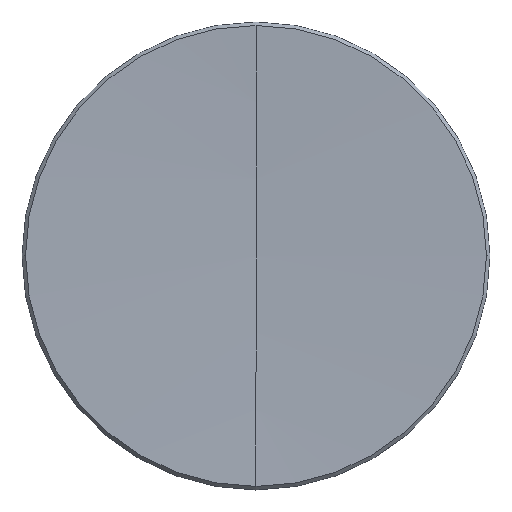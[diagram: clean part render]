
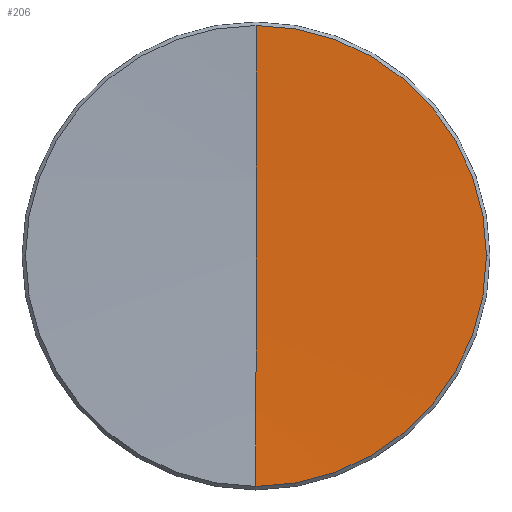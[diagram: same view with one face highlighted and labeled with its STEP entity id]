
A CAD part, top view. The second image highlights one B-rep face of the part: STEP entity #206.
In plain terms, the highlighted spherical face has radius 288.2 mm.
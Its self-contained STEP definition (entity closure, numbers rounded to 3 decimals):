
#21 = DIRECTION ( 'NONE',  ( 0., 0., 1. ) ) ;
#35 = VERTEX_POINT ( 'NONE', #64 ) ;
#37 = DIRECTION ( 'NONE',  ( 0., 0., -1. ) ) ;
#47 = CARTESIAN_POINT ( 'NONE',  ( 0., 0., 5.72 ) ) ;
#56 = CIRCLE ( 'NONE', #89, 288.2 ) ;
#62 = ORIENTED_EDGE ( 'NONE', *, *, #114, .T. ) ;
#64 = CARTESIAN_POINT ( 'NONE',  ( 0., -12.508, 5.992 ) ) ;
#78 = CARTESIAN_POINT ( 'NONE',  ( 0., 0., 5.992 ) ) ;
#84 = CIRCLE ( 'NONE', #250, 12.508 ) ;
#88 = VERTEX_POINT ( 'NONE', #47 ) ;
#89 = AXIS2_PLACEMENT_3D ( 'NONE', #158, #259, #313 ) ;
#114 = EDGE_CURVE ( 'NONE', #35, #189, #84, .T. ) ;
#119 = CARTESIAN_POINT ( 'NONE',  ( 12.508, 0., 5.992 ) ) ;
#121 = VERTEX_POINT ( 'NONE', #192 ) ;
#131 = ORIENTED_EDGE ( 'NONE', *, *, #212, .F. ) ;
#132 = FACE_OUTER_BOUND ( 'NONE', #185, .T. ) ;
#140 = ORIENTED_EDGE ( 'NONE', *, *, #172, .T. ) ;
#155 = CIRCLE ( 'NONE', #264, 288.2 ) ;
#157 = SPHERICAL_SURFACE ( 'NONE', #306, 288.2 ) ;
#158 = CARTESIAN_POINT ( 'NONE',  ( 0., 0., 293.92 ) ) ;
#163 = DIRECTION ( 'NONE',  ( 1., 0., 0. ) ) ;
#165 = DIRECTION ( 'NONE',  ( 1., 0., 0. ) ) ;
#172 = EDGE_CURVE ( 'NONE', #189, #121, #179, .T. ) ;
#179 = CIRCLE ( 'NONE', #321, 12.508 ) ;
#182 = ORIENTED_EDGE ( 'NONE', *, *, #220, .T. ) ;
#185 = EDGE_LOOP ( 'NONE', ( #131, #182, #62, #140 ) ) ;
#189 = VERTEX_POINT ( 'NONE', #119 ) ;
#190 = CARTESIAN_POINT ( 'NONE',  ( 0., 0., 5.992 ) ) ;
#192 = CARTESIAN_POINT ( 'NONE',  ( 0., 12.508, 5.992 ) ) ;
#206 = ADVANCED_FACE ( 'NONE', ( #132 ), #157, .F. ) ;
#212 = EDGE_CURVE ( 'NONE', #88, #121, #155, .T. ) ;
#220 = EDGE_CURVE ( 'NONE', #88, #35, #56, .T. ) ;
#231 = CARTESIAN_POINT ( 'NONE',  ( 0., 0., 293.92 ) ) ;
#239 = CARTESIAN_POINT ( 'NONE',  ( 0., 0., 293.92 ) ) ;
#250 = AXIS2_PLACEMENT_3D ( 'NONE', #78, #21, #274 ) ;
#259 = DIRECTION ( 'NONE',  ( -1., 0., 0. ) ) ;
#264 = AXIS2_PLACEMENT_3D ( 'NONE', #231, #165, #37 ) ;
#274 = DIRECTION ( 'NONE',  ( 1., 0., 0. ) ) ;
#282 = DIRECTION ( 'NONE',  ( 0., 1., 0. ) ) ;
#285 = DIRECTION ( 'NONE',  ( 0., 0., 1. ) ) ;
#306 = AXIS2_PLACEMENT_3D ( 'NONE', #239, #320, #282 ) ;
#313 = DIRECTION ( 'NONE',  ( 0., -1., 0. ) ) ;
#320 = DIRECTION ( 'NONE',  ( -1., 0., 0. ) ) ;
#321 = AXIS2_PLACEMENT_3D ( 'NONE', #190, #285, #163 ) ;
